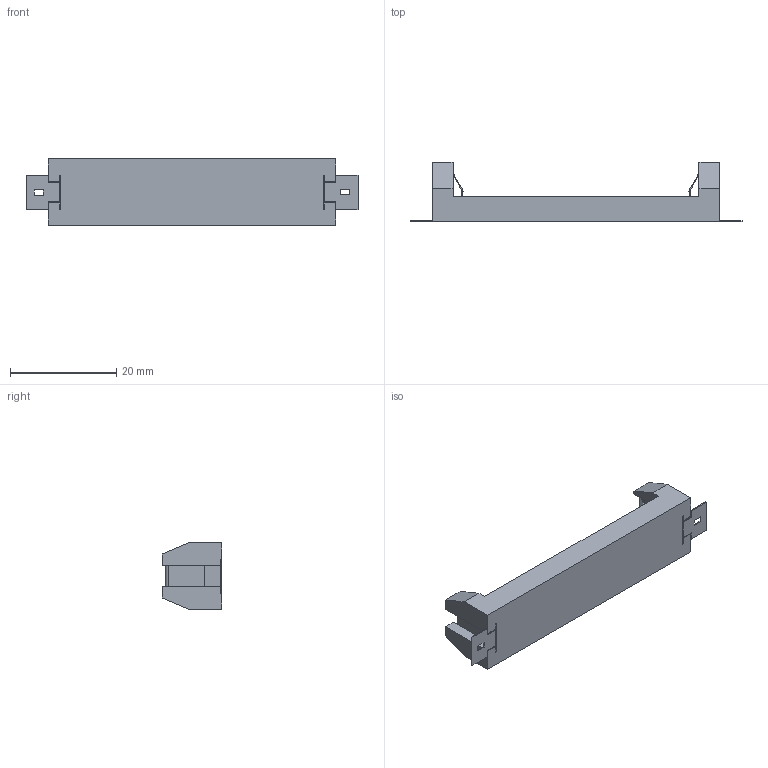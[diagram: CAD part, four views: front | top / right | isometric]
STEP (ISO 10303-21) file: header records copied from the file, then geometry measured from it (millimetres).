
FILE_DESCRIPTION (( 'STEP AP214' ), '1' );
FILE_NAME ('User Library-412-SMT.STEP', '2024-08-11T10:03:54', ( '' ), ( '' ), 'SwSTEP 2.0', 'SolidWorks 2022', '' );
FILE_SCHEMA (( 'AUTOMOTIVE_DESIGN' ));
Length unit declared in the file: millimetre
Products named in the file (3): Contact_По умолчанию; User Library-412-SMT; Frame_По умолчанию
Assembly tree (3 placements, depth 2):
  User Library-412-SMT
    Frame_По умолчанию
    Contact_По умолчанию  x2
Bounding box: 62.6 x 11.25 x 12.5 mm (x, y, z)
Volume: 1762 mm3; surface area: 3311.8 mm2
Topology: 3 solids, 3 shells, 92 faces, 254 edges, 168 vertices
Faces by surface type: plane 84, cylinder 8
Entity records: 2184 total; most frequent: CARTESIAN_POINT 374, ORIENTED_EDGE 364, DIRECTION 334, EDGE_CURVE 182, VECTOR 174, LINE 174, VERTEX_POINT 120, AXIS2_PLACEMENT_3D 80
